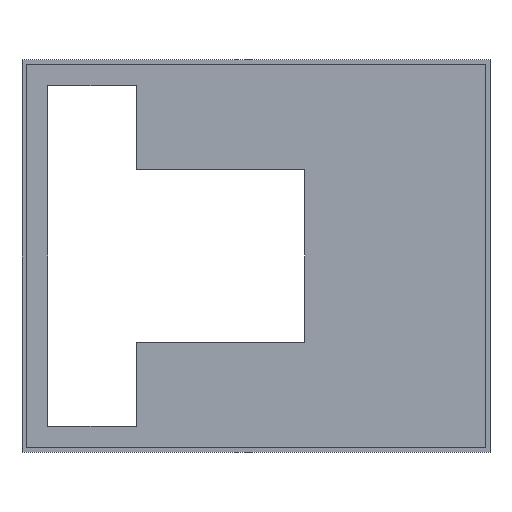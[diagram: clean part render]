
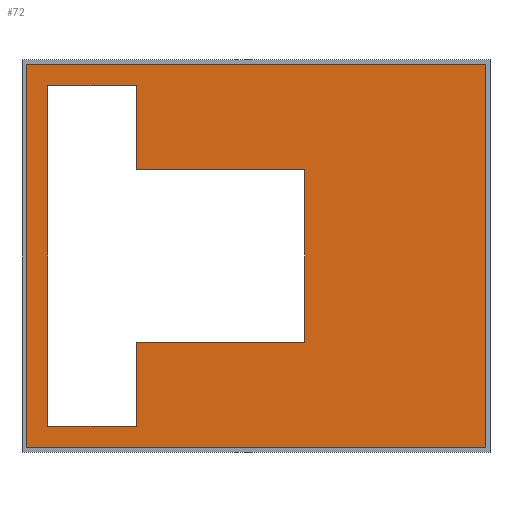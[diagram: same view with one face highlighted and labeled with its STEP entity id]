
A CAD part, front view. The second image highlights one B-rep face of the part: STEP entity #72.
In plain terms, the highlighted planar face has unit normal (0, -1, 0).
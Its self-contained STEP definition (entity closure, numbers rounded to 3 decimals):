
#72=ADVANCED_FACE('NONE',(#144,#145),#146,.F.);
#144=FACE_OUTER_BOUND('',#212,.T.);
#145=FACE_BOUND('',#213,.T.);
#146=PLANE('',#214);
#212=EDGE_LOOP('',(#354,#355,#356,#357));
#213=EDGE_LOOP('',(#358,#359,#360,#361,#362,#363,#364,#365));
#214=AXIS2_PLACEMENT_3D('',#366,#367,#368);
#354=ORIENTED_EDGE('',*,*,#457,.T.);
#355=ORIENTED_EDGE('',*,*,#458,.F.);
#356=ORIENTED_EDGE('',*,*,#459,.F.);
#357=ORIENTED_EDGE('',*,*,#460,.T.);
#358=ORIENTED_EDGE('',*,*,#432,.F.);
#359=ORIENTED_EDGE('',*,*,#435,.F.);
#360=ORIENTED_EDGE('',*,*,#438,.F.);
#361=ORIENTED_EDGE('',*,*,#441,.F.);
#362=ORIENTED_EDGE('',*,*,#444,.F.);
#363=ORIENTED_EDGE('',*,*,#447,.F.);
#364=ORIENTED_EDGE('',*,*,#450,.F.);
#365=ORIENTED_EDGE('',*,*,#428,.F.);
#366=CARTESIAN_POINT('',(0.0,-12.7,0.0));
#367=DIRECTION('',(-0.0,1.0,0.0));
#368=DIRECTION('',(1.0,0.0,0.0));
#428=EDGE_CURVE('NONE',#512,#513,#514,.T.);
#432=EDGE_CURVE('NONE',#518,#512,#519,.T.);
#435=EDGE_CURVE('NONE',#522,#518,#523,.T.);
#438=EDGE_CURVE('NONE',#526,#522,#527,.T.);
#441=EDGE_CURVE('NONE',#530,#526,#531,.T.);
#444=EDGE_CURVE('NONE',#534,#530,#535,.T.);
#447=EDGE_CURVE('NONE',#538,#534,#539,.T.);
#450=EDGE_CURVE('NONE',#513,#538,#542,.T.);
#457=EDGE_CURVE('NONE',#553,#554,#555,.T.);
#458=EDGE_CURVE('NONE',#556,#554,#557,.T.);
#459=EDGE_CURVE('NONE',#558,#556,#559,.T.);
#460=EDGE_CURVE('NONE',#558,#553,#560,.T.);
#512=VERTEX_POINT('NONE',#632);
#513=VERTEX_POINT('NONE',#633);
#514=LINE('',#634,#635);
#518=VERTEX_POINT('NONE',#641);
#519=LINE('',#642,#643);
#522=VERTEX_POINT('NONE',#647);
#523=LINE('',#648,#649);
#526=VERTEX_POINT('NONE',#653);
#527=LINE('',#654,#655);
#530=VERTEX_POINT('NONE',#659);
#531=LINE('',#660,#661);
#534=VERTEX_POINT('NONE',#665);
#535=LINE('',#666,#667);
#538=VERTEX_POINT('NONE',#671);
#539=LINE('',#672,#673);
#542=LINE('',#677,#678);
#553=VERTEX_POINT('NONE',#693);
#554=VERTEX_POINT('NONE',#694);
#555=LINE('',#695,#696);
#556=VERTEX_POINT('NONE',#697);
#557=LINE('',#698,#699);
#558=VERTEX_POINT('NONE',#700);
#559=LINE('',#701,#702);
#560=LINE('',#703,#704);
#632=CARTESIAN_POINT('',(-341.45,-12.7,486.35));
#633=CARTESIAN_POINT('',(-594.15,-12.7,486.35));
#634=CARTESIAN_POINT('',(0.0,-12.7,486.35));
#635=VECTOR('',#738,1000.0);
#641=CARTESIAN_POINT('',(-341.45,-12.7,246.35));
#642=CARTESIAN_POINT('',(-341.45,-12.7,0.0));
#643=VECTOR('',#741,1000.0);
#647=CARTESIAN_POINT('',(138.55,-12.7,246.35));
#648=CARTESIAN_POINT('',(0.,-12.7,246.35));
#649=VECTOR('',#743,1000.0);
#653=CARTESIAN_POINT('',(138.55,-12.7,-246.35));
#654=CARTESIAN_POINT('',(138.55,-12.7,0.0));
#655=VECTOR('',#745,1000.0);
#659=CARTESIAN_POINT('',(-341.45,-12.7,-246.35));
#660=CARTESIAN_POINT('',(0.0,-12.7,-246.35));
#661=VECTOR('',#747,1000.0);
#665=CARTESIAN_POINT('',(-341.45,-12.7,-486.35));
#666=CARTESIAN_POINT('',(-341.45,-12.7,0.0));
#667=VECTOR('',#749,1000.0);
#671=CARTESIAN_POINT('',(-594.15,-12.7,-486.35));
#672=CARTESIAN_POINT('',(0.0,-12.7,-486.35));
#673=VECTOR('',#751,1000.0);
#677=CARTESIAN_POINT('',(-594.15,-12.7,0.0));
#678=VECTOR('',#753,1000.0);
#693=CARTESIAN_POINT('',(-654.8,-12.7,-547.3));
#694=CARTESIAN_POINT('',(654.8,-12.7,-547.3));
#695=CARTESIAN_POINT('',(-654.8,-12.7,-547.3));
#696=VECTOR('',#758,1000.0);
#697=CARTESIAN_POINT('',(654.8,-12.7,547.3));
#698=CARTESIAN_POINT('',(654.8,-12.7,547.3));
#699=VECTOR('',#759,1000.0);
#700=CARTESIAN_POINT('',(-654.8,-12.7,547.3));
#701=CARTESIAN_POINT('',(-654.8,-12.7,547.3));
#702=VECTOR('',#760,1000.0);
#703=CARTESIAN_POINT('',(-654.8,-12.7,547.3));
#704=VECTOR('',#761,1000.0);
#738=DIRECTION('',(-1.0,0.0,0.0));
#741=DIRECTION('',(0.0,0.0,1.0));
#743=DIRECTION('',(-1.0,0.0,0.));
#745=DIRECTION('',(0.0,0.0,1.0));
#747=DIRECTION('',(1.0,0.0,0.0));
#749=DIRECTION('',(0.0,0.0,1.0));
#751=DIRECTION('',(1.0,0.0,0.0));
#753=DIRECTION('',(0.0,0.0,-1.0));
#758=DIRECTION('',(1.0,0.0,0.0));
#759=DIRECTION('',(0.,0.0,-1.0));
#760=DIRECTION('',(1.0,0.0,0.0));
#761=DIRECTION('',(0.,0.0,-1.0));
